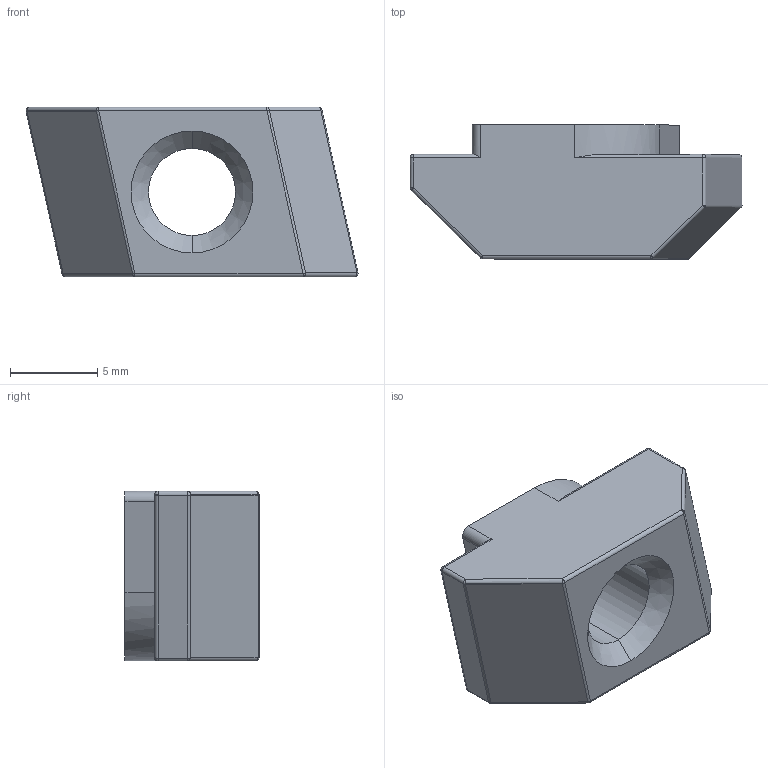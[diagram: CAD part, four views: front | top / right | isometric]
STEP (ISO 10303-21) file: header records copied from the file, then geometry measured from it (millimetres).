
FILE_DESCRIPTION (( 'STEP AP214' ), '1' );
FILE_NAME ('A484 Ðîìá-ñóõàðü Ì6, ïàç 10.STEP', '2021-06-22T09:17:16', ( '' ), ( '' ), 'SwSTEP 2.0', 'SolidWorks 2021', '' );
FILE_SCHEMA (( 'AUTOMOTIVE_DESIGN' ));
Length unit declared in the file: millimetre
Products named in the file (1): A484 Ðîìá-ñóõàðü Ì6, ïàç 10
Bounding box: 19.06 x 7.7 x 9.75 mm (x, y, z)
Volume: 854.6 mm3; surface area: 708.7 mm2
Topology: 1 solids, 1 shells, 56 faces, 129 edges, 68 vertices
Faces by surface type: cylinder 27, sphere 13, plane 12, cone 4
Entity records: 1565 total; most frequent: DIRECTION 287, CARTESIAN_POINT 265, ORIENTED_EDGE 242, EDGE_CURVE 121, AXIS2_PLACEMENT_3D 113, VERTEX_POINT 67, VECTOR 61, LINE 61
